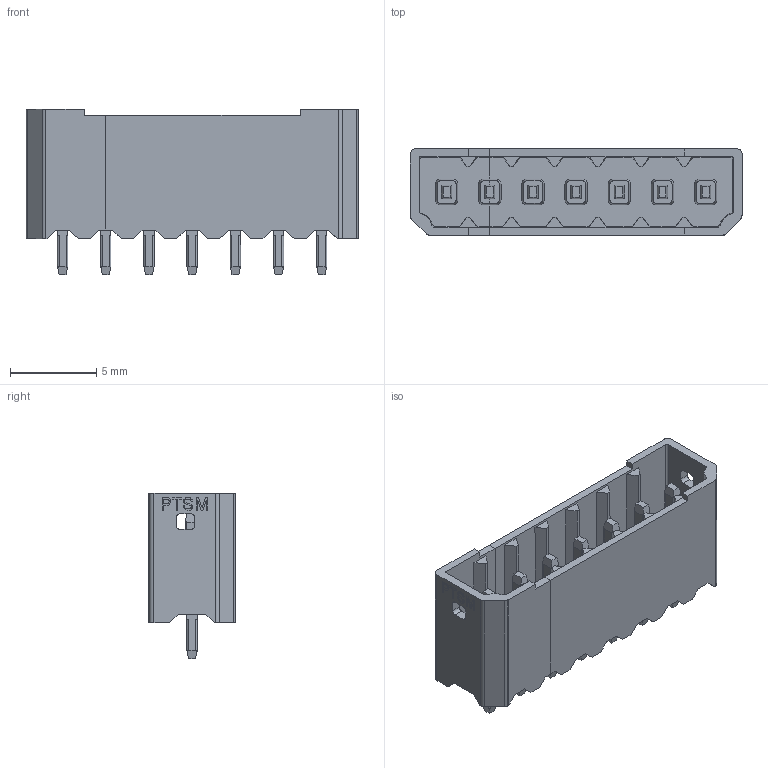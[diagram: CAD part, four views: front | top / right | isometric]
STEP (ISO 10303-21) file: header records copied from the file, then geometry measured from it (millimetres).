
FILE_DESCRIPTION(('STEP AP214'),'1');
FILE_NAME('cctmp_AE463E4C-E56D-468D-8BD3-A9BEE62333E8_2023_08_02_10_54_07_0094_1544..stp','2023-08-02T10:54:07',('PHOENIX CONTACT Deutschland GmbH'),('CADClick - www.CADClick.com'),'Spatial InterOp 3D',' ','unknown authorization');
FILE_SCHEMA(('AUTOMOTIVE_DESIGN'));
Length unit declared in the file: millimetre
Products named in the file (9): 2023_08_02_10_54_06_0687; 2023_08_02_10_54_07_0094; 2023_08_02_10_54_07_0078; 2023_08_02_10_54_07_0062; 2023_08_02_10_54_07_0047; 2023_08_02_10_54_07_0031; 2023_08_02_10_54_07_0015; 2023_08_02_10_54_07_0000; 2023_08_02_10_54_06_0953
Assembly tree (8 placements, depth 2):
  2023_08_02_10_54_06_0687
    2023_08_02_10_54_07_0094
    2023_08_02_10_54_07_0078
    2023_08_02_10_54_07_0062
    2023_08_02_10_54_07_0047
    2023_08_02_10_54_07_0031
    2023_08_02_10_54_07_0015
    2023_08_02_10_54_07_0000
    2023_08_02_10_54_06_0953
Bounding box: 19.22 x 5 x 9.6 mm (x, y, z)
Volume: 349.7 mm3; surface area: 1089.3 mm2
Topology: 9 solids, 9 shells, 988 faces, 2860 edges, 1901 vertices
Faces by surface type: plane 756, cylinder 172, cone 60
Entity records: 67412 total; most frequent: CARTESIAN_POINT 11182, ORIENTED_EDGE 5720, STYLED_ITEM 5443, PRESENTATION_STYLE_ASSIGNMENT 5443, COLOUR_RGB 5443, DIRECTION 4878, EDGE_CURVE 2860, CURVE_STYLE 2755
